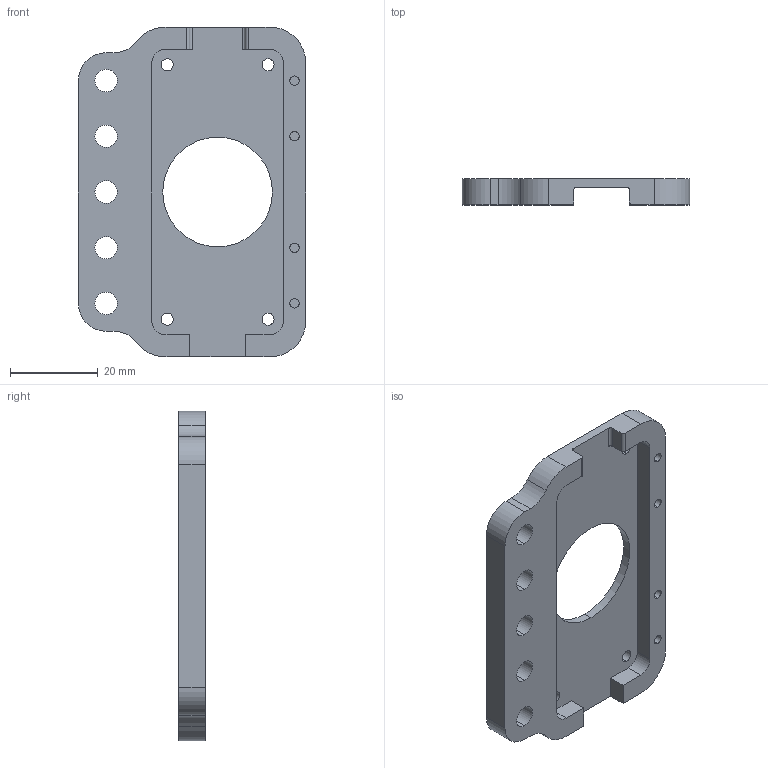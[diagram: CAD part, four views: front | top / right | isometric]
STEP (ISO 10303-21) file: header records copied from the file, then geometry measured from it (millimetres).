
FILE_DESCRIPTION (( 'STEP AP214' ), '1' );
FILE_NAME ('coral_case_top.STEP', '2023-12-13T14:24:31', ( '' ), ( '' ), 'SwSTEP 2.0', 'SolidWorks 2024', '' );
FILE_SCHEMA (( 'AUTOMOTIVE_DESIGN' ));
Length unit declared in the file: inch
Products named in the file (1): coral_case_top
Bounding box: 51.83 x 6 x 75.16 mm (x, y, z)
Volume: 12186.5 mm3; surface area: 8924.2 mm2
Topology: 1 solids, 1 shells, 68 faces, 186 edges, 124 vertices
Faces by surface type: cylinder 44, plane 24
Entity records: 2265 total; most frequent: DIRECTION 412, CARTESIAN_POINT 379, ORIENTED_EDGE 372, EDGE_CURVE 186, AXIS2_PLACEMENT_3D 157, VERTEX_POINT 124, LINE 98, VECTOR 98
